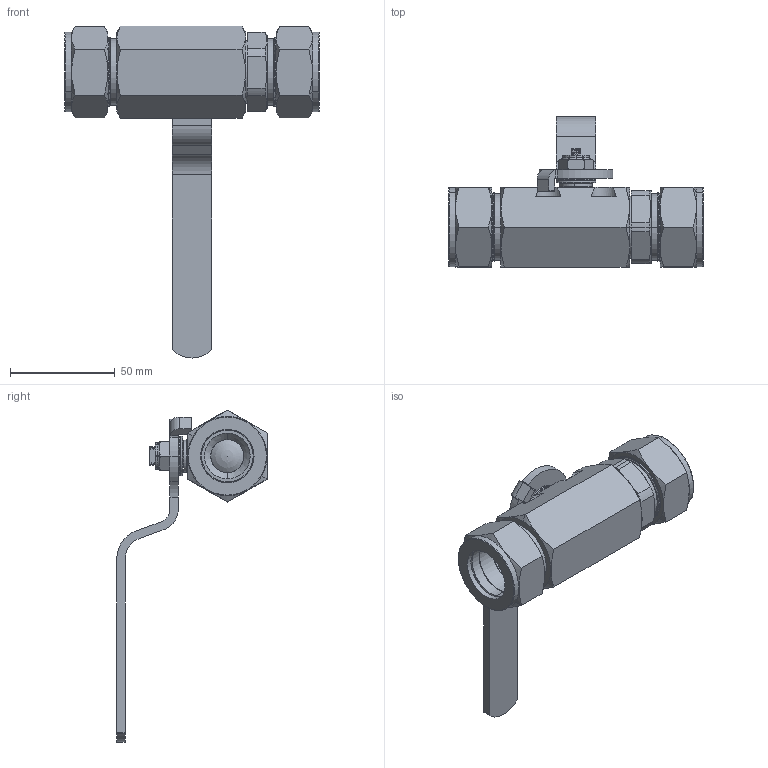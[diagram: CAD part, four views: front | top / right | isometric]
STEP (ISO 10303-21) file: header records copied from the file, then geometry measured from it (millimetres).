
FILE_DESCRIPTION (( 'STEP AP203' ), '1' );
FILE_NAME ('8206XXC16L.step', '2018-03-12T16:33:33', ( '' ), ( '' ), 'SwSTEP 2.0', 'SolidWorks 2017', '' );
FILE_SCHEMA (( 'CONFIG_CONTROL_DESIGN' ));
Products named in the file (1): 8206XXC16L
Bounding box: 121.45 x 71.86 x 158.52 mm (x, y, z)
Volume: 114330.1 mm3; surface area: 64621.1 mm2
Topology: 19 solids, 19 shells, 597 faces, 1518 edges, 972 vertices
Faces by surface type: cylinder 252, plane 133, cone 131, bspline 53, torus 26, sphere 2
Entity records: 40663 total; most frequent: CARTESIAN_POINT 27349, ORIENTED_EDGE 3024, DIRECTION 2510, EDGE_CURVE 1512, AXIS2_PLACEMENT_3D 1002, VERTEX_POINT 968, EDGE_LOOP 652, FACE_OUTER_BOUND 597
